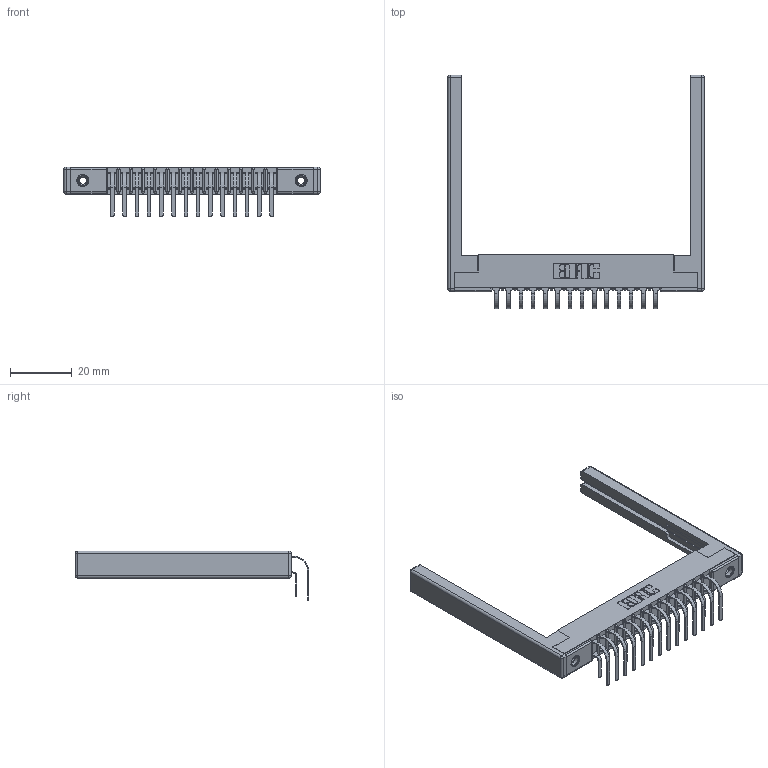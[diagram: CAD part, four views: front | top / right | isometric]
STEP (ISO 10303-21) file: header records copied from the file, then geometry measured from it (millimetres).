
FILE_DESCRIPTION (( 'STEP AP203' ), '1' );
FILE_NAME ('307-028-459-268.STEP', '2022-07-07T16:05:41', ( '' ), ( '' ), 'SwSTEP 2.0', 'SolidWorks 2020', '' );
FILE_SCHEMA (( 'CONFIG_CONTROL_DESIGN' ));
Length unit declared in the file: inch
Products named in the file (6): 307-290-001_558 559 - 1 (Single); 307 Part_.156 Dia Mounting Holes; 345-250-001_345-250-001-102; 307-220-068; 307-028-459-268; 307-290-001_559 - 2 (Single)
Assembly tree (33 placements, depth 2):
  307-028-459-268
    307 Part_.156 Dia Mounting Holes
    307-290-001_558 559 - 1 (Single)  x14
    307-290-001_559 - 2 (Single)  x14
    307-220-068  x2
    345-250-001_345-250-001-102  x2
Bounding box: 82.91 x 75.48 x 16.08 mm (x, y, z)
Volume: 10090.6 mm3; surface area: 13978.3 mm2
Topology: 33 solids, 33 shells, 1687 faces, 4689 edges, 3026 vertices
Faces by surface type: plane 1082, cylinder 551, sphere 38, cone 12, torus 4
Entity records: 20108 total; most frequent: CARTESIAN_POINT 3277, DIRECTION 3236, ORIENTED_EDGE 3236, EDGE_CURVE 1618, LINE 1226, VECTOR 1226, VERTEX_POINT 1046, AXIS2_PLACEMENT_3D 1005
